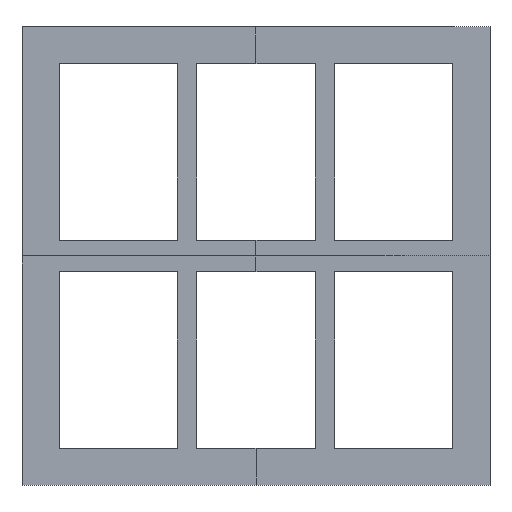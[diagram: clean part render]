
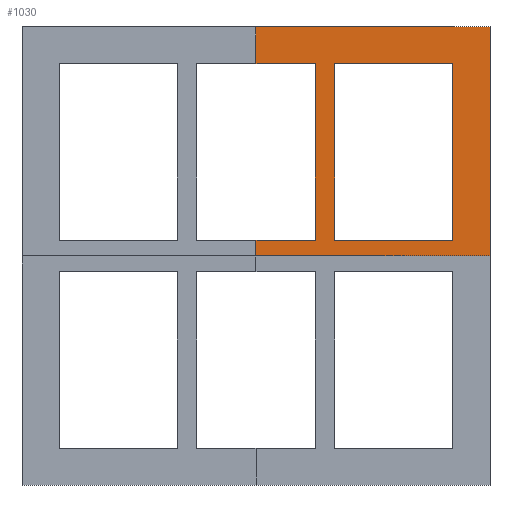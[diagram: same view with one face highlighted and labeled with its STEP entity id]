
A CAD part, top view. The second image highlights one B-rep face of the part: STEP entity #1030.
In plain terms, the highlighted planar face has unit normal (0, 0, 1).
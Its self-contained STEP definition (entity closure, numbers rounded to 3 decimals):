
#22=FACE_BOUND('',#96,.T.);
#38=FACE_OUTER_BOUND('',#95,.T.);
#95=EDGE_LOOP('',(#721,#722,#723,#724,#725,#726,#727,#728));
#96=EDGE_LOOP('',(#729,#730,#731,#732));
#152=LINE('',#1417,#296);
#166=LINE('',#1445,#310);
#167=LINE('',#1448,#311);
#169=LINE('',#1453,#313);
#172=LINE('',#1458,#316);
#174=LINE('',#1462,#318);
#176=LINE('',#1465,#320);
#178=LINE('',#1469,#322);
#179=LINE('',#1472,#323);
#180=LINE('',#1474,#324);
#181=LINE('',#1475,#325);
#182=LINE('',#1476,#326);
#296=VECTOR('',#1157,10.);
#310=VECTOR('',#1175,10.);
#311=VECTOR('',#1178,10.);
#313=VECTOR('',#1182,10.);
#316=VECTOR('',#1187,10.);
#318=VECTOR('',#1191,10.);
#320=VECTOR('',#1195,10.);
#322=VECTOR('',#1199,10.);
#323=VECTOR('',#1202,10.);
#324=VECTOR('',#1203,10.);
#325=VECTOR('',#1204,10.);
#326=VECTOR('',#1205,10.);
#438=VERTEX_POINT('',#1411);
#440=VERTEX_POINT('',#1415);
#451=VERTEX_POINT('',#1441);
#452=VERTEX_POINT('',#1443);
#453=VERTEX_POINT('',#1447);
#454=VERTEX_POINT('',#1451);
#455=VERTEX_POINT('',#1452);
#456=VERTEX_POINT('',#1457);
#457=VERTEX_POINT('',#1461);
#458=VERTEX_POINT('',#1467);
#459=VERTEX_POINT('',#1471);
#460=VERTEX_POINT('',#1473);
#536=EDGE_CURVE('',#440,#438,#152,.T.);
#550=EDGE_CURVE('',#451,#452,#166,.T.);
#551=EDGE_CURVE('',#452,#453,#167,.T.);
#553=EDGE_CURVE('',#454,#455,#169,.T.);
#556=EDGE_CURVE('',#455,#456,#172,.T.);
#558=EDGE_CURVE('',#456,#457,#174,.T.);
#560=EDGE_CURVE('',#457,#454,#176,.T.);
#562=EDGE_CURVE('',#440,#458,#178,.T.);
#563=EDGE_CURVE('',#438,#459,#179,.T.);
#564=EDGE_CURVE('',#458,#460,#180,.T.);
#565=EDGE_CURVE('',#451,#460,#181,.T.);
#566=EDGE_CURVE('',#453,#459,#182,.T.);
#721=ORIENTED_EDGE('',*,*,#563,.F.);
#722=ORIENTED_EDGE('',*,*,#536,.F.);
#723=ORIENTED_EDGE('',*,*,#562,.T.);
#724=ORIENTED_EDGE('',*,*,#564,.T.);
#725=ORIENTED_EDGE('',*,*,#565,.F.);
#726=ORIENTED_EDGE('',*,*,#550,.T.);
#727=ORIENTED_EDGE('',*,*,#551,.T.);
#728=ORIENTED_EDGE('',*,*,#566,.T.);
#729=ORIENTED_EDGE('',*,*,#558,.T.);
#730=ORIENTED_EDGE('',*,*,#560,.T.);
#731=ORIENTED_EDGE('',*,*,#553,.T.);
#732=ORIENTED_EDGE('',*,*,#556,.T.);
#974=PLANE('',#1103);
#1030=ADVANCED_FACE('',(#38,#22),#974,.T.);
#1103=AXIS2_PLACEMENT_3D('',#1470,#1200,#1201);
#1157=DIRECTION('',(-1.,0.,0.));
#1175=DIRECTION('',(1.,0.,0.));
#1178=DIRECTION('',(0.,-1.,0.));
#1182=DIRECTION('',(-1.,0.,0.));
#1187=DIRECTION('',(0.,1.,0.));
#1191=DIRECTION('',(1.,0.,0.));
#1195=DIRECTION('',(0.,-1.,0.));
#1199=DIRECTION('',(0.,1.,0.));
#1200=DIRECTION('center_axis',(0.,0.,1.));
#1201=DIRECTION('ref_axis',(1.,0.,0.));
#1202=DIRECTION('',(0.,1.,0.));
#1203=DIRECTION('',(-1.,0.,0.));
#1204=DIRECTION('',(0.,1.,0.));
#1205=DIRECTION('',(-1.,0.,0.));
#1411=CARTESIAN_POINT('',(0.,0.,5.));
#1415=CARTESIAN_POINT('',(170.,0.,5.));
#1417=CARTESIAN_POINT('',(0.,0.,5.));
#1441=CARTESIAN_POINT('',(0.,139.7,5.));
#1443=CARTESIAN_POINT('',(42.95,139.7,5.));
#1445=CARTESIAN_POINT('',(-21.475,139.7,5.));
#1447=CARTESIAN_POINT('',(42.95,11.5,5.));
#1448=CARTESIAN_POINT('',(42.95,70.6,5.));
#1451=CARTESIAN_POINT('',(142.95,11.5,5.));
#1452=CARTESIAN_POINT('',(57.05,11.5,5.));
#1453=CARTESIAN_POINT('',(71.475,11.5,5.));
#1457=CARTESIAN_POINT('',(57.05,139.7,5.));
#1458=CARTESIAN_POINT('',(57.05,6.5,5.));
#1461=CARTESIAN_POINT('',(142.95,139.7,5.));
#1462=CARTESIAN_POINT('',(28.525,139.7,5.));
#1465=CARTESIAN_POINT('',(142.95,70.6,5.));
#1467=CARTESIAN_POINT('',(170.,166.5,5.));
#1469=CARTESIAN_POINT('',(170.,166.5,5.));
#1470=CARTESIAN_POINT('Origin',(0.,-1.5,
5.));
#1471=CARTESIAN_POINT('',(0.,11.5,5.));
#1472=CARTESIAN_POINT('',(0.,40.875,5.));
#1473=CARTESIAN_POINT('',(0.,166.5,5.));
#1474=CARTESIAN_POINT('',(-170.,166.5,5.));
#1475=CARTESIAN_POINT('',(0.,40.875,5.));
#1476=CARTESIAN_POINT('',(21.475,11.5,5.));
